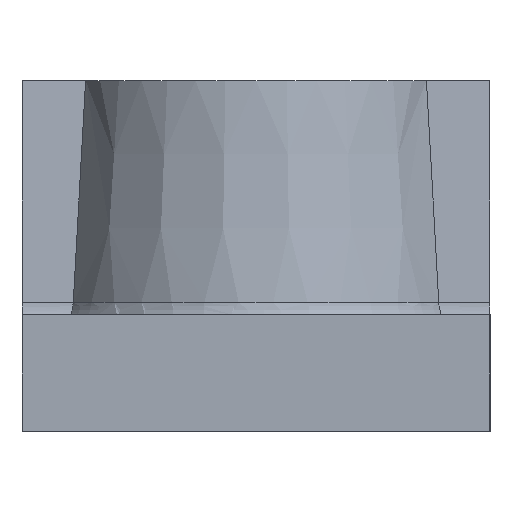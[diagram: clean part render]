
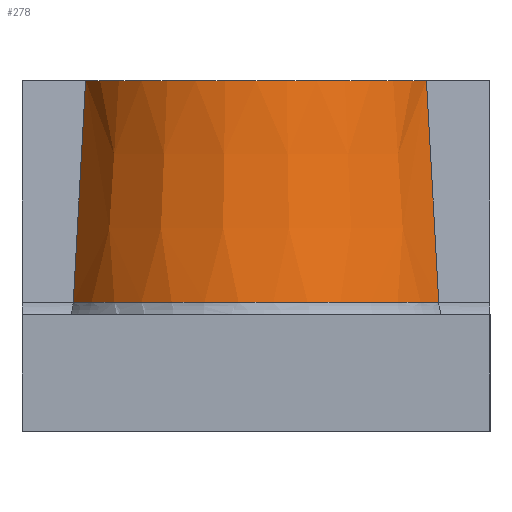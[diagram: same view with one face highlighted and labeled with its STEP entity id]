
A CAD part, left-side view. The second image highlights one B-rep face of the part: STEP entity #278.
In plain terms, the highlighted conical face has half-angle 5 degrees and reference radius 0.7 mm.
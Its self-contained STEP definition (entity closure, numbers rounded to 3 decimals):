
#278 = ADVANCED_FACE( '', ( #585 ), #586, .T. );
#585 = FACE_OUTER_BOUND( '', #958, .T. );
#586 = CONICAL_SURFACE( '', #959, 0.7, 0.087 );
#958 = EDGE_LOOP( '', ( #1416, #1417, #1418, #1419 ) );
#959 = AXIS2_PLACEMENT_3D( '', #1420, #1421, #1422 );
#1416 = ORIENTED_EDGE( '', *, *, #2462, .T. );
#1417 = ORIENTED_EDGE( '', *, *, #2463, .T. );
#1418 = ORIENTED_EDGE( '', *, *, #2464, .F. );
#1419 = ORIENTED_EDGE( '', *, *, #2408, .T. );
#1420 = CARTESIAN_POINT( '', ( 0., 0., 0.441 ) );
#1421 = DIRECTION( '', ( 0., 0., -1. ) );
#1422 = DIRECTION( '', ( -1., 0., 0. ) );
#2408 = EDGE_CURVE( '', #2872, #2873, #2874, .T. );
#2462 = EDGE_CURVE( '', #2873, #2967, #2968, .T. );
#2463 = EDGE_CURVE( '', #2967, #2969, #2970, .T. );
#2464 = EDGE_CURVE( '', #2872, #2969, #2971, .T. );
#2872 = VERTEX_POINT( '', #3542 );
#2873 = VERTEX_POINT( '', #3543 );
#2874 = B_SPLINE_CURVE_WITH_KNOTS( '', 3, ( #3544, #3545, #3546, #3547 ), .UNSPECIFIED., .F., .F., ( 4, 4 ), ( 0., 0.001 ), .UNSPECIFIED. );
#2967 = VERTEX_POINT( '', #3717 );
#2968 = CIRCLE( '', #3718, 0.634 );
#2969 = VERTEX_POINT( '', #3719 );
#2970 = B_SPLINE_CURVE_WITH_KNOTS( '', 3, ( #3720, #3721, #3722, #3723 ), .UNSPECIFIED., .F., .F., ( 4, 4 ), ( 0., 0.001 ), .UNSPECIFIED. );
#2971 = CIRCLE( '', #3724, 0.7 );
#3542 = CARTESIAN_POINT( '', ( -0.316, -0.625, 0.441 ) );
#3543 = CARTESIAN_POINT( '', ( -0.25, -0.583, 1.2 ) );
#3544 = CARTESIAN_POINT( '', ( -0.316, -0.625, 0.441 ) );
#3545 = CARTESIAN_POINT( '', ( -0.294, -0.611, 0.694 ) );
#3546 = CARTESIAN_POINT( '', ( -0.272, -0.597, 0.947 ) );
#3547 = CARTESIAN_POINT( '', ( -0.25, -0.583, 1.2 ) );
#3717 = CARTESIAN_POINT( '', ( -0.25, 0.583, 1.2 ) );
#3718 = AXIS2_PLACEMENT_3D( '', #4545, #4546, #4547 );
#3719 = CARTESIAN_POINT( '', ( -0.316, 0.625, 0.441 ) );
#3720 = CARTESIAN_POINT( '', ( -0.25, 0.583, 1.2 ) );
#3721 = CARTESIAN_POINT( '', ( -0.272, 0.597, 0.947 ) );
#3722 = CARTESIAN_POINT( '', ( -0.294, 0.611, 0.694 ) );
#3723 = CARTESIAN_POINT( '', ( -0.316, 0.625, 0.441 ) );
#3724 = AXIS2_PLACEMENT_3D( '', #4548, #4549, #4550 );
#4545 = CARTESIAN_POINT( '', ( 0., 0., 1.2 ) );
#4546 = DIRECTION( '', ( 0., 0., -1. ) );
#4547 = DIRECTION( '', ( -1., 0., 0. ) );
#4548 = CARTESIAN_POINT( '', ( 0., 0., 0.441 ) );
#4549 = DIRECTION( '', ( 0., 0., -1. ) );
#4550 = DIRECTION( '', ( -1., 0., 0. ) );
